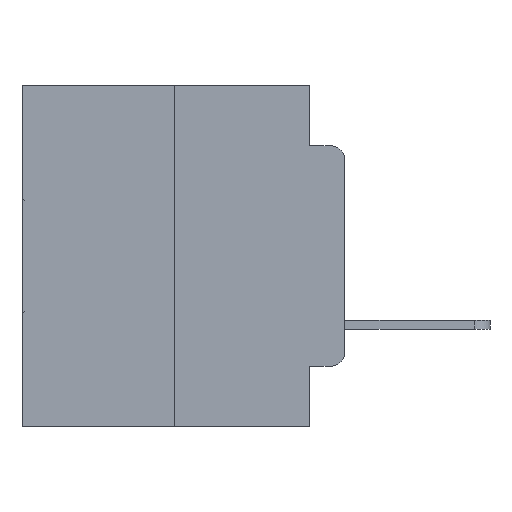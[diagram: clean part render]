
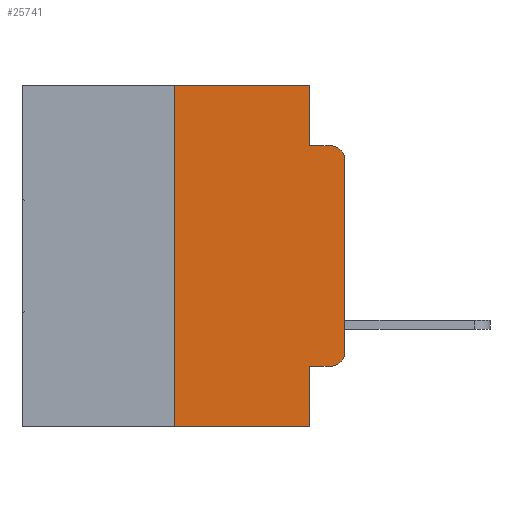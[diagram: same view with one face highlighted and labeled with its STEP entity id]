
A CAD part, left-side view. The second image highlights one B-rep face of the part: STEP entity #25741.
In plain terms, the highlighted planar face has unit normal (-1, 0, 0).
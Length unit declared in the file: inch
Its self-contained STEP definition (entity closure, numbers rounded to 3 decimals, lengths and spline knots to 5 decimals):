
#72 = EDGE_CURVE ( 'NONE', #9258, #8158, #24459, .T. ) ;
#221 = EDGE_CURVE ( 'NONE', #28367, #5969, #12810, .T. ) ;
#362 = AXIS2_PLACEMENT_3D ( 'NONE', #13145, #28509, #15409 ) ;
#381 = EDGE_CURVE ( 'NONE', #1285, #14357, #19280, .T. ) ;
#434 = EDGE_CURVE ( 'NONE', #1285, #10113, #15290, .T. ) ;
#472 = EDGE_CURVE ( 'NONE', #10113, #18378, #19995, .T. ) ;
#666 = CARTESIAN_POINT ( 'NONE',  ( 0., 0.051, -0.5 ) ) ;
#784 = CARTESIAN_POINT ( 'NONE',  ( 0., 0.051, 0. ) ) ;
#1285 = VERTEX_POINT ( 'NONE', #10523 ) ;
#2111 = VECTOR ( 'NONE', #3480, 39.37008 ) ;
#2913 = ORIENTED_EDGE ( 'NONE', *, *, #16864, .T. ) ;
#3480 = DIRECTION ( 'NONE',  ( 0., -1., 0. ) ) ;
#3636 = ORIENTED_EDGE ( 'NONE', *, *, #10638, .T. ) ;
#3779 = ORIENTED_EDGE ( 'NONE', *, *, #26794, .F. ) ;
#4068 = ORIENTED_EDGE ( 'NONE', *, *, #72, .F. ) ;
#4152 = ORIENTED_EDGE ( 'NONE', *, *, #25734, .F. ) ;
#4186 = ORIENTED_EDGE ( 'NONE', *, *, #221, .F. ) ;
#4838 = VERTEX_POINT ( 'NONE', #29087 ) ;
#4872 = ORIENTED_EDGE ( 'NONE', *, *, #7100, .T. ) ;
#5006 = ORIENTED_EDGE ( 'NONE', *, *, #381, .F. ) ;
#5503 = ORIENTED_EDGE ( 'NONE', *, *, #434, .T. ) ;
#5562 = ORIENTED_EDGE ( 'NONE', *, *, #472, .T. ) ;
#5765 = VECTOR ( 'NONE', #5988, 39.37008 ) ;
#5969 = VERTEX_POINT ( 'NONE', #18332 ) ;
#5988 = DIRECTION ( 'NONE',  ( 0., -1., 0. ) ) ;
#6674 = CARTESIAN_POINT ( 'NONE',  ( 0., 0.051, -0.4115 ) ) ;
#7100 = EDGE_CURVE ( 'NONE', #28367, #14357, #24987, .T. ) ;
#7331 = CARTESIAN_POINT ( 'NONE',  ( 0., 0.25, 0. ) ) ;
#7741 = CARTESIAN_POINT ( 'NONE',  ( 0., 0.051, -0.0885 ) ) ;
#8051 = DIRECTION ( 'NONE',  ( 0., 0., 1. ) ) ;
#8158 = VERTEX_POINT ( 'NONE', #7741 ) ;
#9258 = VERTEX_POINT ( 'NONE', #18682 ) ;
#9450 = CARTESIAN_POINT ( 'NONE',  ( 0., 0.25, -0.5 ) ) ;
#9944 = CARTESIAN_POINT ( 'NONE',  ( 0., 0.02, -0.4115 ) ) ;
#10113 = VERTEX_POINT ( 'NONE', #9944 ) ;
#10523 = CARTESIAN_POINT ( 'NONE',  ( 0., 0.051, -0.4115 ) ) ;
#10638 = EDGE_CURVE ( 'NONE', #4838, #14604, #12398, .T. ) ;
#11317 = LINE ( 'NONE', #27382, #16705 ) ;
#11358 = CARTESIAN_POINT ( 'NONE',  ( 0., 0.473, 0. ) ) ;
#12398 = CIRCLE ( 'NONE', #362, 0.02 ) ;
#12810 = LINE ( 'NONE', #7331, #23468 ) ;
#13145 = CARTESIAN_POINT ( 'NONE',  ( 0., 0.02, -0.1085 ) ) ;
#13157 = VECTOR ( 'NONE', #22764, 39.37008 ) ;
#13409 = CARTESIAN_POINT ( 'NONE',  ( 0., 0.02, -0.3915 ) ) ;
#13669 = DIRECTION ( 'NONE',  ( 1., 0., 0. ) ) ;
#14357 = VERTEX_POINT ( 'NONE', #666 ) ;
#14604 = VERTEX_POINT ( 'NONE', #16214 ) ;
#15290 = LINE ( 'NONE', #6674, #2111 ) ;
#15409 = DIRECTION ( 'NONE',  ( 0., 0., -1. ) ) ;
#16214 = CARTESIAN_POINT ( 'NONE',  ( 0., 0.02, -0.0885 ) ) ;
#16417 = DIRECTION ( 'NONE',  ( 0., 0., 1. ) ) ;
#16660 = EDGE_LOOP ( 'NONE', ( #2913, #3636, #3779, #4068, #4152, #4186, #4872, #5006, #5503, #5562 ) ) ;
#16705 = VECTOR ( 'NONE', #16417, 39.37008 ) ;
#16864 = EDGE_CURVE ( 'NONE', #18378, #4838, #11317, .T. ) ;
#18169 = CARTESIAN_POINT ( 'NONE',  ( 0., 0.473, 0. ) ) ;
#18332 = CARTESIAN_POINT ( 'NONE',  ( 0., 0.25, 0. ) ) ;
#18378 = VERTEX_POINT ( 'NONE', #21579 ) ;
#18611 = VECTOR ( 'NONE', #23026, 39.37008 ) ;
#18682 = CARTESIAN_POINT ( 'NONE',  ( 0., 0.051, 0. ) ) ;
#19169 = VECTOR ( 'NONE', #24637, 39.37008 ) ;
#19280 = LINE ( 'NONE', #784, #22431 ) ;
#19975 = LINE ( 'NONE', #18169, #13157 ) ;
#19995 = CIRCLE ( 'NONE', #25780, 0.02 ) ;
#21579 = CARTESIAN_POINT ( 'NONE',  ( 0., 0., -0.3915 ) ) ;
#22431 = VECTOR ( 'NONE', #27325, 39.37008 ) ;
#22764 = DIRECTION ( 'NONE',  ( 0., -1., 0. ) ) ;
#22838 = CARTESIAN_POINT ( 'NONE',  ( 0., 0.051, 0. ) ) ;
#23026 = DIRECTION ( 'NONE',  ( 0., 0., -1. ) ) ;
#23468 = VECTOR ( 'NONE', #8051, 39.37008 ) ;
#23750 = LINE ( 'NONE', #24613, #5765 ) ;
#24258 = AXIS2_PLACEMENT_3D ( 'NONE', #11358, #13669, #28958 ) ;
#24459 = LINE ( 'NONE', #22838, #18611 ) ;
#24613 = CARTESIAN_POINT ( 'NONE',  ( 0., 0.051, -0.0885 ) ) ;
#24637 = DIRECTION ( 'NONE',  ( 0., -1., 0. ) ) ;
#24896 = PLANE ( 'NONE',  #24258 ) ;
#24987 = LINE ( 'NONE', #28645, #19169 ) ;
#25100 = FACE_OUTER_BOUND ( 'NONE', #16660, .T. ) ;
#25734 = EDGE_CURVE ( 'NONE', #5969, #9258, #19975, .T. ) ;
#25741 = ADVANCED_FACE ( 'NONE', ( #25100 ), #24896, .F. ) ;
#25780 = AXIS2_PLACEMENT_3D ( 'NONE', #13409, #28983, #28897 ) ;
#26794 = EDGE_CURVE ( 'NONE', #8158, #14604, #23750, .T. ) ;
#27325 = DIRECTION ( 'NONE',  ( 0., 0., -1. ) ) ;
#27382 = CARTESIAN_POINT ( 'NONE',  ( 0., 0., 0. ) ) ;
#28367 = VERTEX_POINT ( 'NONE', #9450 ) ;
#28509 = DIRECTION ( 'NONE',  ( -1., 0., 0. ) ) ;
#28645 = CARTESIAN_POINT ( 'NONE',  ( 0., 0.473, -0.5 ) ) ;
#28897 = DIRECTION ( 'NONE',  ( 0., 0., -1. ) ) ;
#28958 = DIRECTION ( 'NONE',  ( 0., 0., -1. ) ) ;
#28983 = DIRECTION ( 'NONE',  ( -1., 0., 0. ) ) ;
#29087 = CARTESIAN_POINT ( 'NONE',  ( 0., 0., -0.1085 ) ) ;
